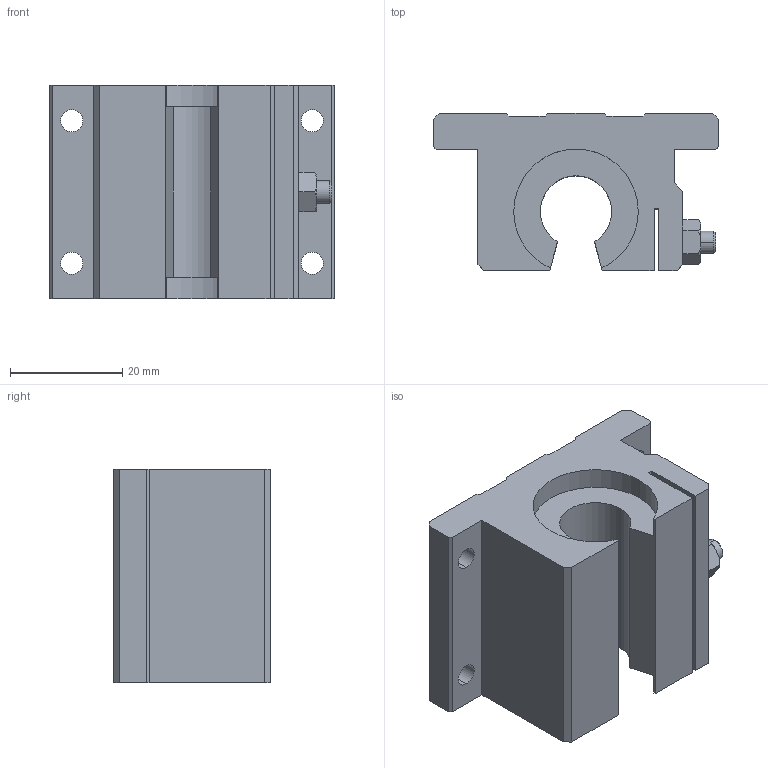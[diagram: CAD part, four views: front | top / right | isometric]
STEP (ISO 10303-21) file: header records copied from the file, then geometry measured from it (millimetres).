
FILE_DESCRIPTION (( 'STEP AP203' ), '1' );
FILE_NAME ('LARSACC-004.step', '2022-08-29T21:38:49', ( '' ), ( '' ), 'SwSTEP 2.0', 'SolidWorks 2021', '' );
FILE_SCHEMA (( 'CONFIG_CONTROL_DESIGN' ));
Length unit declared in the file: inch
Products named in the file (1): LARSACC-004
Bounding box: 50.8 x 27.94 x 38.1 mm (x, y, z)
Volume: 33123.6 mm3; surface area: 10543.7 mm2
Topology: 1 solids, 1 shells, 81 faces, 224 edges, 148 vertices
Faces by surface type: plane 51, cylinder 22, cone 8
Entity records: 2725 total; most frequent: CARTESIAN_POINT 538, ORIENTED_EDGE 448, DIRECTION 422, EDGE_CURVE 224, VECTOR 162, LINE 162, VERTEX_POINT 148, AXIS2_PLACEMENT_3D 130
